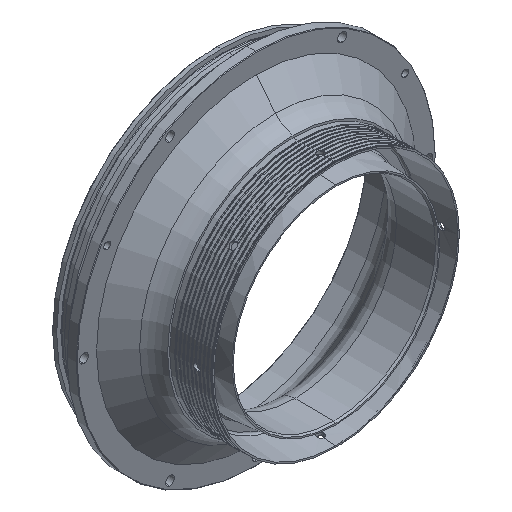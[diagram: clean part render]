
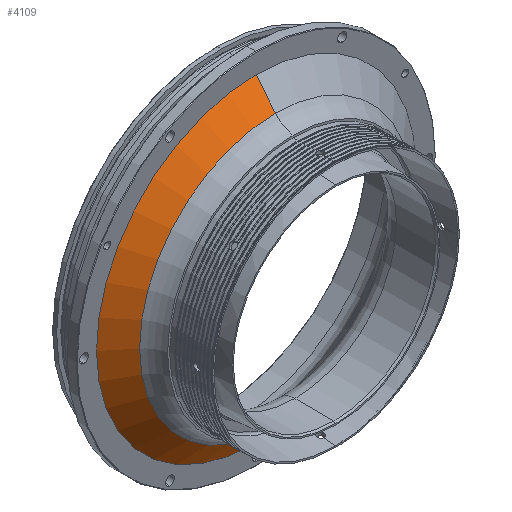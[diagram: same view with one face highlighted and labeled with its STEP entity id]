
A CAD part, isometric view. The second image highlights one B-rep face of the part: STEP entity #4109.
In plain terms, the highlighted conical face has half-angle 50.733 degrees and reference radius 160 mm.
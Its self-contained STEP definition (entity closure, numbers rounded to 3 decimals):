
#140 = VECTOR ( 'NONE', #404, 1000. ) ;
#201 = CARTESIAN_POINT ( 'NONE',  ( 0., 80., -160. ) ) ;
#336 = LINE ( 'NONE', #3241, #140 ) ;
#404 = DIRECTION ( 'NONE',  ( 0., 0.633, 0.774 ) ) ;
#460 = EDGE_LOOP ( 'NONE', ( #483, #1296, #2925, #5259 ) ) ;
#483 = ORIENTED_EDGE ( 'NONE', *, *, #5300, .F. ) ;
#504 = DIRECTION ( 'NONE',  ( 0., 0., -1. ) ) ;
#1296 = ORIENTED_EDGE ( 'NONE', *, *, #3490, .T. ) ;
#1625 = CARTESIAN_POINT ( 'NONE',  ( 0., 60.561, 0. ) ) ;
#1751 = VECTOR ( 'NONE', #4962, 1000. ) ;
#1848 = DIRECTION ( 'NONE',  ( 0., 0., 1. ) ) ;
#1855 = AXIS2_PLACEMENT_3D ( 'NONE', #3644, #1899, #5382 ) ;
#1899 = DIRECTION ( 'NONE',  ( 0., -1., 0. ) ) ;
#2178 = EDGE_CURVE ( 'NONE', #3851, #2664, #4501, .T. ) ;
#2388 = CARTESIAN_POINT ( 'NONE',  ( 0., 80., 0. ) ) ;
#2664 = VERTEX_POINT ( 'NONE', #201 ) ;
#2925 = ORIENTED_EDGE ( 'NONE', *, *, #4659, .T. ) ;
#3241 = CARTESIAN_POINT ( 'NONE',  ( 0., 80., 160. ) ) ;
#3306 = CARTESIAN_POINT ( 'NONE',  ( 0., 80., -160. ) ) ;
#3490 = EDGE_CURVE ( 'NONE', #6928, #6205, #3882, .T. ) ;
#3644 = CARTESIAN_POINT ( 'NONE',  ( 0., 80., 0. ) ) ;
#3652 = CARTESIAN_POINT ( 'NONE',  ( 0., 80., 160. ) ) ;
#3851 = VERTEX_POINT ( 'NONE', #3652 ) ;
#3882 = CIRCLE ( 'NONE', #5126, 136.222 ) ;
#3884 = DIRECTION ( 'NONE',  ( 0., 1., 0. ) ) ;
#4109 = ADVANCED_FACE ( 'NONE', ( #7156 ), #5810, .T. ) ;
#4501 = CIRCLE ( 'NONE', #1855, 160. ) ;
#4578 = CARTESIAN_POINT ( 'NONE',  ( 0., 60.561, 136.222 ) ) ;
#4659 = EDGE_CURVE ( 'NONE', #6205, #3851, #336, .T. ) ;
#4962 = DIRECTION ( 'NONE',  ( 0., 0.633, -0.774 ) ) ;
#5126 = AXIS2_PLACEMENT_3D ( 'NONE', #1625, #3884, #504 ) ;
#5259 = ORIENTED_EDGE ( 'NONE', *, *, #2178, .T. ) ;
#5300 = EDGE_CURVE ( 'NONE', #6928, #2664, #6700, .T. ) ;
#5382 = DIRECTION ( 'NONE',  ( 0., 0., -1. ) ) ;
#5810 = CONICAL_SURFACE ( 'NONE', #6242, 160., 0.885 ) ;
#6205 = VERTEX_POINT ( 'NONE', #4578 ) ;
#6242 = AXIS2_PLACEMENT_3D ( 'NONE', #2388, #6351, #1848 ) ;
#6351 = DIRECTION ( 'NONE',  ( 0., 1., 0. ) ) ;
#6700 = LINE ( 'NONE', #3306, #1751 ) ;
#6928 = VERTEX_POINT ( 'NONE', #6946 ) ;
#6946 = CARTESIAN_POINT ( 'NONE',  ( 0., 60.561, -136.222 ) ) ;
#7156 = FACE_OUTER_BOUND ( 'NONE', #460, .T. ) ;
